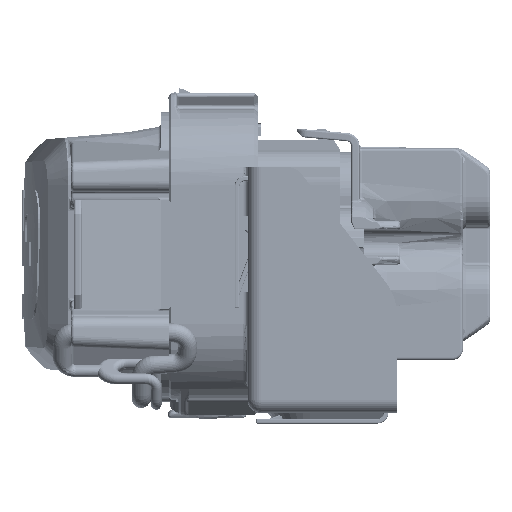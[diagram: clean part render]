
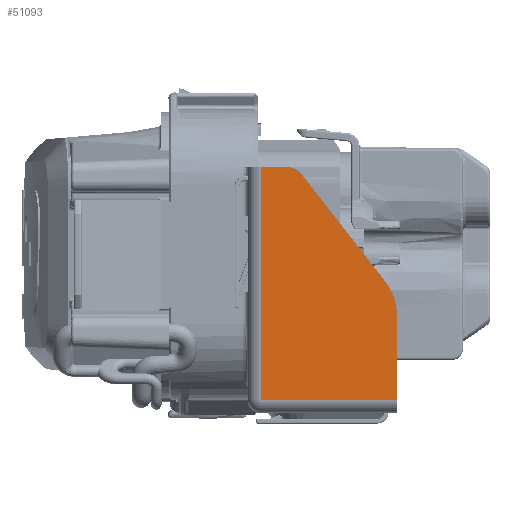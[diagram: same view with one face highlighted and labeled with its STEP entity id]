
A CAD part, left-side view. The second image highlights one B-rep face of the part: STEP entity #51093.
In plain terms, the highlighted planar face has unit normal (-1, 0, 0).
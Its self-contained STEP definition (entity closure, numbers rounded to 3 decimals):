
#9191=DIRECTION('',(0.,0.,1.));
#9192=VECTOR('',#9191,15.5);
#9193=CARTESIAN_POINT('',(-81.5,-36.,-26.75));
#9194=LINE('',#9193,#9192);
#10981=DIRECTION('',(0.,1.,0.));
#10982=VECTOR('',#10981,5.);
#10983=CARTESIAN_POINT('',(-81.5,-16.,16.));
#10984=LINE('',#10983,#10982);
#10994=DIRECTION('',(0.,0.,1.));
#10995=VECTOR('',#10994,42.75);
#10996=CARTESIAN_POINT('',(-81.5,-11.,-26.75));
#10997=LINE('',#10996,#10995);
#10998=CARTESIAN_POINT('',(-81.5,-16.,13.));
#10999=DIRECTION('',(1.,0.,0.));
#11000=DIRECTION('',(0.,0.,1.));
#11001=AXIS2_PLACEMENT_3D('',#10998,#10999,#11000);
#11003=DIRECTION('',(0.,-0.614,-0.789));
#11004=VECTOR('',#11003,25.28);
#11005=CARTESIAN_POINT('',(-81.5,-18.368,14.842));
#11006=LINE('',#11005,#11004);
#11007=CARTESIAN_POINT('',(-81.5,-26.,-11.25));
#11008=DIRECTION('',(1.,0.,0.));
#11009=DIRECTION('',(0.,-0.789,0.614));
#11010=AXIS2_PLACEMENT_3D('',#11007,#11008,#11009);
#11012=DIRECTION('',(0.,-1.,0.));
#11013=VECTOR('',#11012,25.);
#11014=CARTESIAN_POINT('',(-81.5,-11.,-26.75));
#11015=LINE('',#11014,#11013);
#32349=CARTESIAN_POINT('',(-81.5,-18.368,14.842));
#32350=CARTESIAN_POINT('',(-81.5,-33.892,-5.109));
#32351=VERTEX_POINT('',#32349);
#32352=VERTEX_POINT('',#32350);
#32353=CARTESIAN_POINT('',(-81.5,-16.,16.));
#32354=VERTEX_POINT('',#32353);
#32355=CARTESIAN_POINT('',(-81.5,-36.,-11.25));
#32356=VERTEX_POINT('',#32355);
#32365=CARTESIAN_POINT('',(-81.5,-36.,-26.75));
#32367=VERTEX_POINT('',#32365);
#32372=CARTESIAN_POINT('',(-81.5,-11.,16.));
#32374=VERTEX_POINT('',#32372);
#32375=CARTESIAN_POINT('',(-81.5,-11.,-26.75));
#32376=VERTEX_POINT('',#32375);
#51076=CARTESIAN_POINT('',(-81.5,-36.,-29.25));
#51077=DIRECTION('',(1.,0.,0.));
#51078=DIRECTION('',(0.,0.,1.));
#51079=AXIS2_PLACEMENT_3D('',#51076,#51077,#51078);
#51080=PLANE('',#51079);
#51082=ORIENTED_EDGE('',*,*,#51081,.T.);
#51083=ORIENTED_EDGE('',*,*,#51066,.F.);
#51084=ORIENTED_EDGE('',*,*,#51055,.T.);
#51085=ORIENTED_EDGE('',*,*,#51041,.T.);
#51087=ORIENTED_EDGE('',*,*,#51086,.T.);
#51088=ORIENTED_EDGE('',*,*,#48089,.F.);
#51090=ORIENTED_EDGE('',*,*,#51089,.F.);
#51091=EDGE_LOOP('',(#51082,#51083,#51084,#51085,#51087,#51088,#51090));
#51092=FACE_OUTER_BOUND('',#51091,.F.);
#51093=ADVANCED_FACE('',(#51092),#51080,.F.);
#11002=CIRCLE('',#11001,3.);
#11011=CIRCLE('',#11010,10.);
#48089=EDGE_CURVE('',#32367,#32356,#9194,.T.);
#51041=EDGE_CURVE('',#32351,#32352,#11006,.T.);
#51055=EDGE_CURVE('',#32354,#32351,#11002,.T.);
#51066=EDGE_CURVE('',#32354,#32374,#10984,.T.);
#51081=EDGE_CURVE('',#32376,#32374,#10997,.T.);
#51086=EDGE_CURVE('',#32352,#32356,#11011,.T.);
#51089=EDGE_CURVE('',#32376,#32367,#11015,.T.);
